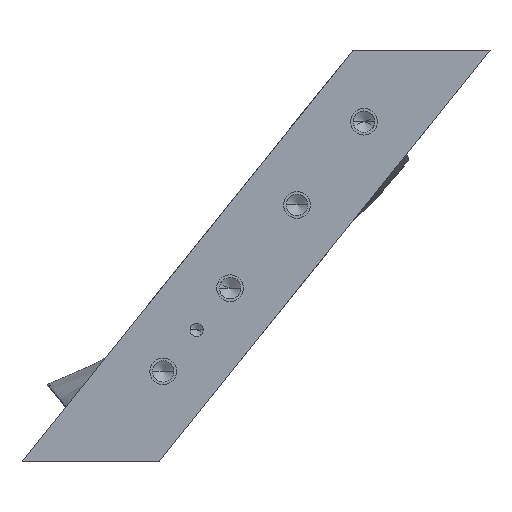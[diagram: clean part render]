
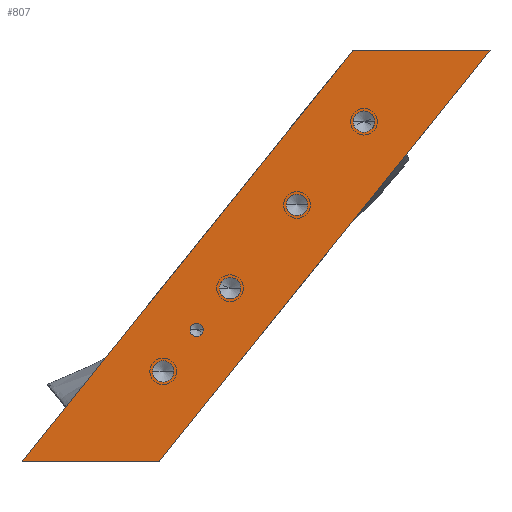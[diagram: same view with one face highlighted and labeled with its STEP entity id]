
A CAD part, left-side view. The second image highlights one B-rep face of the part: STEP entity #807.
In plain terms, the highlighted planar face has unit normal (-1, 0, 0).
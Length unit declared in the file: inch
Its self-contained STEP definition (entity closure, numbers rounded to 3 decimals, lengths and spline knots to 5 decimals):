
#214=DIRECTION('',(0.,0.626,-0.779));
#215=VECTOR('',#214,4.94703);
#216=CARTESIAN_POINT('',(6.34523,-2.322,9.32097));
#217=LINE('',#216,#215);
#218=DIRECTION('',(0.,-0.626,0.779));
#219=VECTOR('',#218,4.94703);
#220=CARTESIAN_POINT('',(6.34523,2.06003,5.46497));
#221=LINE('',#220,#219);
#222=DIRECTION('',(0.,-1.,0.));
#223=VECTOR('',#222,1.28294);
#224=CARTESIAN_POINT('',(6.34523,-1.03906,9.32097));
#225=LINE('',#224,#223);
#226=CARTESIAN_POINT('',(6.34523,0.73758,6.31226));
#227=DIRECTION('',(-1.,0.,0.));
#228=DIRECTION('',(0.,1.,0.));
#229=AXIS2_PLACEMENT_3D('',#226,#227,#228);
#231=CARTESIAN_POINT('',(6.34523,0.73758,6.31226));
#232=DIRECTION('',(-1.,0.,0.));
#233=DIRECTION('',(0.,-1.,0.));
#234=AXIS2_PLACEMENT_3D('',#231,#232,#233);
#236=CARTESIAN_POINT('',(6.34523,0.11113,7.09172));
#237=DIRECTION('',(-1.,0.,0.));
#238=DIRECTION('',(0.,1.,0.));
#239=AXIS2_PLACEMENT_3D('',#236,#237,#238);
#241=CARTESIAN_POINT('',(6.34523,0.11113,7.09172));
#242=DIRECTION('',(-1.,0.,0.));
#243=DIRECTION('',(0.,-1.,0.));
#244=AXIS2_PLACEMENT_3D('',#241,#242,#243);
#246=CARTESIAN_POINT('',(6.34523,-0.51532,7.87118));
#247=DIRECTION('',(-1.,0.,0.));
#248=DIRECTION('',(0.,1.,0.));
#249=AXIS2_PLACEMENT_3D('',#246,#247,#248);
#251=CARTESIAN_POINT('',(6.34523,-0.51532,7.87118));
#252=DIRECTION('',(-1.,0.,0.));
#253=DIRECTION('',(0.,-1.,0.));
#254=AXIS2_PLACEMENT_3D('',#251,#252,#253);
#256=CARTESIAN_POINT('',(6.34523,-1.14178,8.65064));
#257=DIRECTION('',(-1.,0.,0.));
#258=DIRECTION('',(0.,1.,0.));
#259=AXIS2_PLACEMENT_3D('',#256,#257,#258);
#261=CARTESIAN_POINT('',(6.34523,-1.14178,8.65064));
#262=DIRECTION('',(-1.,0.,0.));
#263=DIRECTION('',(0.,-1.,0.));
#264=AXIS2_PLACEMENT_3D('',#261,#262,#263);
#266=CARTESIAN_POINT('',(6.34523,0.42436,6.70199));
#267=DIRECTION('',(-1.,0.,0.));
#268=DIRECTION('',(0.,1.,0.));
#269=AXIS2_PLACEMENT_3D('',#266,#267,#268);
#271=CARTESIAN_POINT('',(6.34523,0.42436,6.70199));
#272=DIRECTION('',(-1.,0.,0.));
#273=DIRECTION('',(0.,-1.,0.));
#274=AXIS2_PLACEMENT_3D('',#271,#272,#273);
#289=DIRECTION('',(0.,-1.,0.));
#290=VECTOR('',#289,1.28294);
#291=CARTESIAN_POINT('',(6.34523,2.06003,5.46497));
#292=LINE('',#291,#290);
#624=CARTESIAN_POINT('',(6.34523,-2.322,9.32097));
#626=VERTEX_POINT('',#624);
#628=CARTESIAN_POINT('',(6.34523,-1.03906,9.32097));
#629=VERTEX_POINT('',#628);
#636=CARTESIAN_POINT('',(6.34523,0.77708,5.46497));
#637=VERTEX_POINT('',#636);
#638=CARTESIAN_POINT('',(6.34523,2.06003,5.46497));
#639=VERTEX_POINT('',#638);
#640=CARTESIAN_POINT('',(6.34523,0.83808,6.31226));
#641=CARTESIAN_POINT('',(6.34523,0.63708,6.31226));
#642=VERTEX_POINT('',#640);
#643=VERTEX_POINT('',#641);
#644=CARTESIAN_POINT('',(6.34523,0.21163,7.09172));
#645=CARTESIAN_POINT('',(6.34523,0.01063,7.09172));
#646=VERTEX_POINT('',#644);
#647=VERTEX_POINT('',#645);
#648=CARTESIAN_POINT('',(6.34523,-0.41482,7.87118));
#649=CARTESIAN_POINT('',(6.34523,-0.61582,7.87118));
#650=VERTEX_POINT('',#648);
#651=VERTEX_POINT('',#649);
#652=CARTESIAN_POINT('',(6.34523,-1.04128,8.65064));
#653=CARTESIAN_POINT('',(6.34523,-1.24228,8.65064));
#654=VERTEX_POINT('',#652);
#655=VERTEX_POINT('',#653);
#656=CARTESIAN_POINT('',(6.34523,0.48686,6.70199));
#657=CARTESIAN_POINT('',(6.34523,0.36186,6.70199));
#658=VERTEX_POINT('',#656);
#659=VERTEX_POINT('',#657);
#765=CARTESIAN_POINT('',(6.34523,-0.13099,7.39297));
#766=DIRECTION('',(1.,0.,0.));
#767=DIRECTION('',(0.,-1.,0.));
#768=AXIS2_PLACEMENT_3D('',#765,#766,#767);
#769=PLANE('',#768);
#770=ORIENTED_EDGE('',*,*,#721,.T.);
#772=ORIENTED_EDGE('',*,*,#771,.F.);
#773=ORIENTED_EDGE('',*,*,#758,.T.);
#774=ORIENTED_EDGE('',*,*,#701,.T.);
#775=EDGE_LOOP('',(#770,#772,#773,#774));
#776=FACE_OUTER_BOUND('',#775,.F.);
#778=ORIENTED_EDGE('',*,*,#777,.T.);
#780=ORIENTED_EDGE('',*,*,#779,.T.);
#781=EDGE_LOOP('',(#778,#780));
#782=FACE_BOUND('',#781,.F.);
#784=ORIENTED_EDGE('',*,*,#783,.T.);
#786=ORIENTED_EDGE('',*,*,#785,.T.);
#787=EDGE_LOOP('',(#784,#786));
#788=FACE_BOUND('',#787,.F.);
#790=ORIENTED_EDGE('',*,*,#789,.T.);
#792=ORIENTED_EDGE('',*,*,#791,.T.);
#793=EDGE_LOOP('',(#790,#792));
#794=FACE_BOUND('',#793,.F.);
#796=ORIENTED_EDGE('',*,*,#795,.T.);
#798=ORIENTED_EDGE('',*,*,#797,.T.);
#799=EDGE_LOOP('',(#796,#798));
#800=FACE_BOUND('',#799,.F.);
#802=ORIENTED_EDGE('',*,*,#801,.T.);
#804=ORIENTED_EDGE('',*,*,#803,.T.);
#805=EDGE_LOOP('',(#802,#804));
#806=FACE_BOUND('',#805,.F.);
#807=ADVANCED_FACE('',(#776,#782,#788,#794,#800,#806),#769,.F.);
#230=CIRCLE('',#229,0.1005);
#235=CIRCLE('',#234,0.1005);
#240=CIRCLE('',#239,0.1005);
#245=CIRCLE('',#244,0.1005);
#250=CIRCLE('',#249,0.1005);
#255=CIRCLE('',#254,0.1005);
#260=CIRCLE('',#259,0.1005);
#265=CIRCLE('',#264,0.1005);
#270=CIRCLE('',#269,0.0625);
#275=CIRCLE('',#274,0.0625);
#701=EDGE_CURVE('',#629,#626,#225,.T.);
#721=EDGE_CURVE('',#626,#637,#217,.T.);
#758=EDGE_CURVE('',#639,#629,#221,.T.);
#771=EDGE_CURVE('',#639,#637,#292,.T.);
#777=EDGE_CURVE('',#642,#643,#230,.T.);
#779=EDGE_CURVE('',#643,#642,#235,.T.);
#783=EDGE_CURVE('',#646,#647,#240,.T.);
#785=EDGE_CURVE('',#647,#646,#245,.T.);
#789=EDGE_CURVE('',#650,#651,#250,.T.);
#791=EDGE_CURVE('',#651,#650,#255,.T.);
#795=EDGE_CURVE('',#654,#655,#260,.T.);
#797=EDGE_CURVE('',#655,#654,#265,.T.);
#801=EDGE_CURVE('',#658,#659,#270,.T.);
#803=EDGE_CURVE('',#659,#658,#275,.T.);
